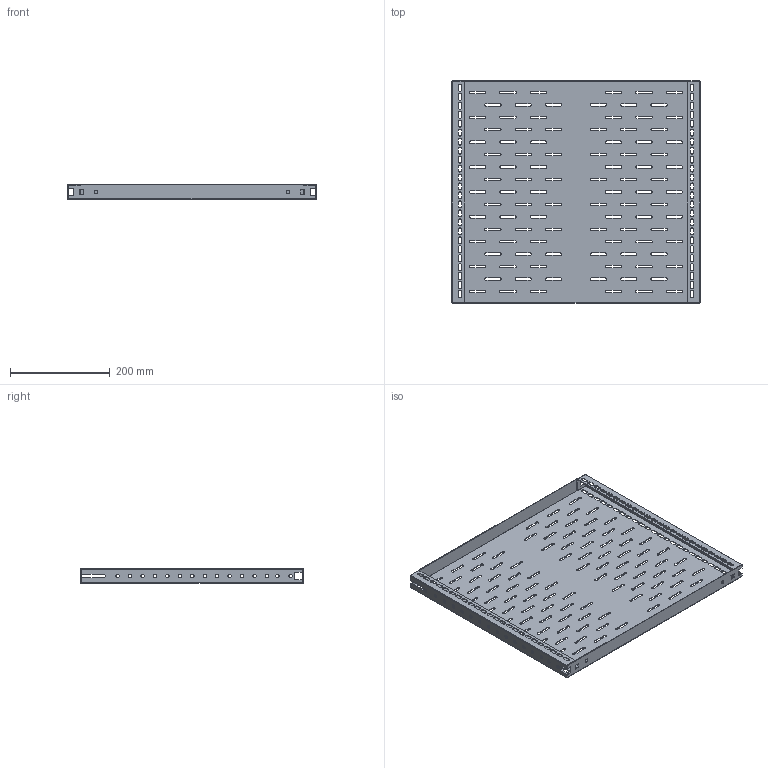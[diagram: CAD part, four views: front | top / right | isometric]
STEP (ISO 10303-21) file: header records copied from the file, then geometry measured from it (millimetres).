
FILE_DESCRIPTION (( 'STEP AP203' ), '1' );
FILE_NAME ('R5DOE6445.step', '2011-03-17T12:01:43', ( 'User' ), ( 'DKC' ), 'SwSTEP 2.0', 'SolidWorks 2011', '' );
FILE_SCHEMA (( 'CONFIG_CONTROL_DESIGN' ));
Length unit declared in the file: millimetre
Products named in the file (1): R5DOE6445
Bounding box: 499 x 446.5 x 30 mm (x, y, z)
Volume: 402303.1 mm3; surface area: 557803.5 mm2
Topology: 1 solids, 1 shells, 1100 faces, 3232 edges, 2132 vertices
Faces by surface type: cylinder 584, plane 516
Entity records: 37881 total; most frequent: DIRECTION 6614, CARTESIAN_POINT 6465, ORIENTED_EDGE 6464, EDGE_CURVE 3232, AXIS2_PLACEMENT_3D 2281, VERTEX_POINT 2132, LINE 2052, VECTOR 2052
